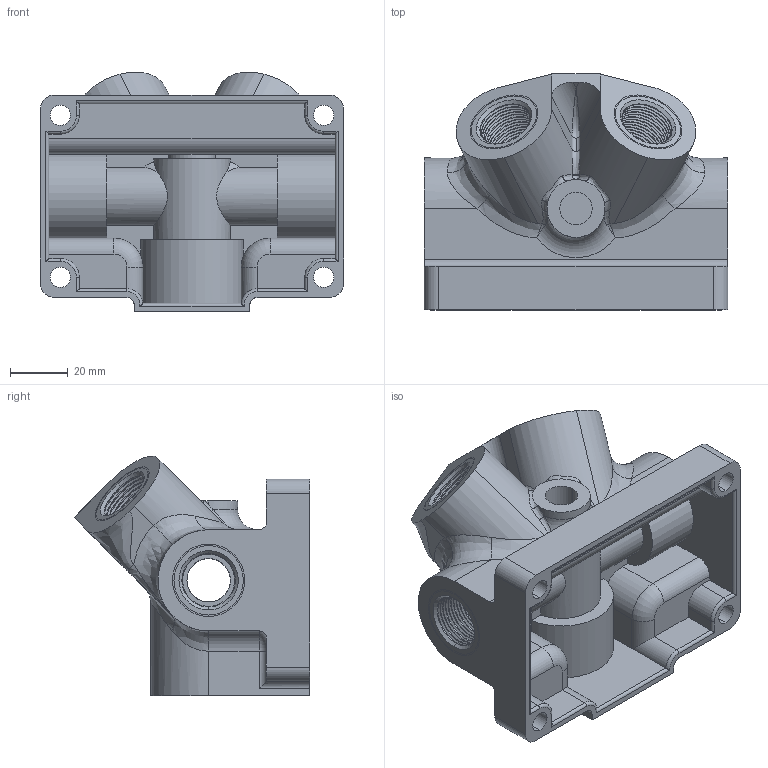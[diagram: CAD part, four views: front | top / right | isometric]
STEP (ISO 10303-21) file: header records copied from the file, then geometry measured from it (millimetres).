
FILE_DESCRIPTION (( 'STEP AP203' ), '1' );
FILE_NAME ('R231.034.012.STEP', '2015-06-12T12:24:31', ( '' ), ( '' ), 'SwSTEP 2.0', 'SolidWorks 2012', '' );
FILE_SCHEMA (( 'CONFIG_CONTROL_DESIGN' ));
Length unit declared in the file: millimetre
Products named in the file (1): R231.034.012
Bounding box: 105 x 81.51 x 82.98 mm (x, y, z)
Volume: 159271.6 mm3; surface area: 79531.1 mm2
Topology: 5 solids, 5 shells, 718 faces, 1615 edges, 933 vertices
Faces by surface type: cylinder 258, cone 224, plane 194, bspline 28, torus 12, sphere 2
Entity records: 21450 total; most frequent: CARTESIAN_POINT 5493, DIRECTION 3463, ORIENTED_EDGE 3218, EDGE_CURVE 1609, AXIS2_PLACEMENT_3D 1319, VERTEX_POINT 933, VECTOR 825, LINE 825
